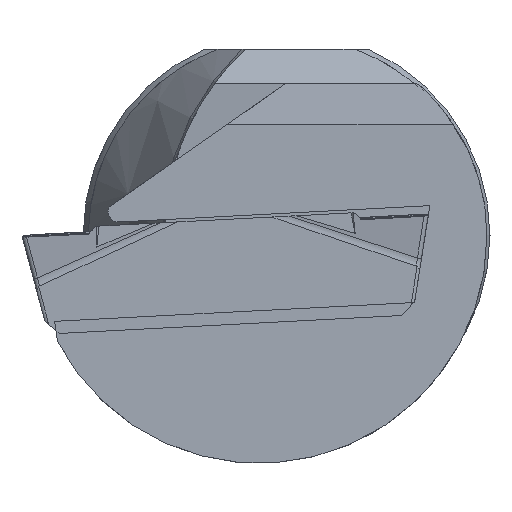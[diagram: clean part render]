
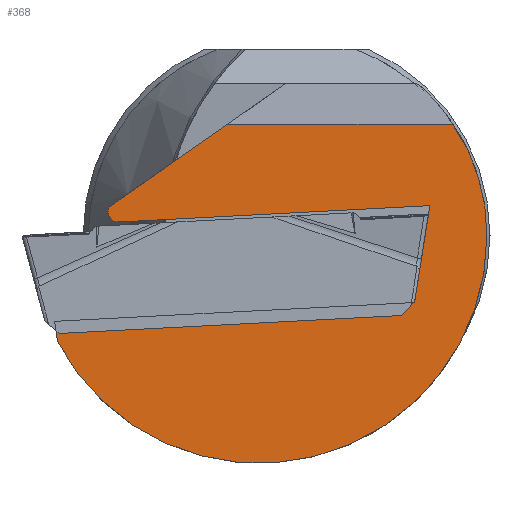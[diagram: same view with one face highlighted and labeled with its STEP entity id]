
A CAD part, left-side view. The second image highlights one B-rep face of the part: STEP entity #368.
In plain terms, the highlighted planar face has unit normal (-1, 0, 0).
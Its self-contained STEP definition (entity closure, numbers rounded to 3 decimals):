
#115=CIRCLE('',#2350,11.2);
#116=CIRCLE('',#2351,9.85);
#117=CIRCLE('',#2352,0.5);
#368=ADVANCED_FACE('',(#543),#431,.T.);
#431=PLANE('',#2353);
#543=FACE_OUTER_BOUND('',#665,.T.);
#665=EDGE_LOOP('',(#1250,#1251,#1252,#1253,#1254,#1255,#1256,#1257,#1258));
#1250=ORIENTED_EDGE('',*,*,#1851,.T.);
#1251=ORIENTED_EDGE('',*,*,#1852,.T.);
#1252=ORIENTED_EDGE('',*,*,#1853,.T.);
#1253=ORIENTED_EDGE('',*,*,#1854,.T.);
#1254=ORIENTED_EDGE('',*,*,#1855,.T.);
#1255=ORIENTED_EDGE('',*,*,#1856,.T.);
#1256=ORIENTED_EDGE('',*,*,#1857,.T.);
#1257=ORIENTED_EDGE('',*,*,#1858,.T.);
#1258=ORIENTED_EDGE('',*,*,#1859,.T.);
#1552=VERTEX_POINT('',#4390);
#1553=VERTEX_POINT('',#4391);
#1554=VERTEX_POINT('',#4393);
#1555=VERTEX_POINT('',#4395);
#1556=VERTEX_POINT('',#4397);
#1557=VERTEX_POINT('',#4399);
#1558=VERTEX_POINT('',#4401);
#1559=VERTEX_POINT('',#4403);
#1560=VERTEX_POINT('',#4405);
#1851=EDGE_CURVE('',#1552,#1553,#2028,.T.);
#1852=EDGE_CURVE('',#1553,#1554,#2029,.T.);
#1853=EDGE_CURVE('',#1554,#1555,#115,.T.);
#1854=EDGE_CURVE('',#1555,#1556,#116,.T.);
#1855=EDGE_CURVE('',#1556,#1557,#2030,.T.);
#1856=EDGE_CURVE('',#1557,#1558,#2031,.T.);
#1857=EDGE_CURVE('',#1558,#1559,#117,.T.);
#1858=EDGE_CURVE('',#1559,#1560,#2032,.T.);
#1859=EDGE_CURVE('',#1560,#1552,#2033,.T.);
#2028=LINE('',#4389,#2181);
#2029=LINE('',#4392,#2182);
#2030=LINE('',#4398,#2183);
#2031=LINE('',#4400,#2184);
#2032=LINE('',#4404,#2185);
#2033=LINE('',#4406,#2186);
#2181=VECTOR('',#2798,1.);
#2182=VECTOR('',#2799,1.);
#2183=VECTOR('',#2804,1.);
#2184=VECTOR('',#2805,1.);
#2185=VECTOR('',#2808,1.);
#2186=VECTOR('',#2809,1.);
#2350=AXIS2_PLACEMENT_3D('',#4394,#2800,#2801);
#2351=AXIS2_PLACEMENT_3D('',#4396,#2802,#2803);
#2352=AXIS2_PLACEMENT_3D('',#4402,#2806,#2807);
#2353=AXIS2_PLACEMENT_3D('',#4407,#2810,#2811);
#2798=DIRECTION('',(0.,0.999,-0.052));
#2799=DIRECTION('',(0.,-0.139,-0.99));
#2800=DIRECTION('',(-1.,0.,0.));
#2801=DIRECTION('',(0.,0.,1.));
#2802=DIRECTION('',(-1.,0.,0.));
#2803=DIRECTION('',(0.,0.,1.));
#2804=DIRECTION('',(0.,1.,0.));
#2805=DIRECTION('',(0.,0.819,-0.574));
#2806=DIRECTION('',(-1.,0.,0.));
#2807=DIRECTION('',(0.,0.,1.));
#2808=DIRECTION('',(0.,-0.999,0.052));
#2809=DIRECTION('',(0.,0.156,-0.988));
#2810=DIRECTION('',(-1.,0.,0.));
#2811=DIRECTION('',(0.,0.,1.));
#4389=CARTESIAN_POINT('',(0.22,-0.19,-3.617));
#4390=CARTESIAN_POINT('',(0.22,-6.29,-3.297));
#4391=CARTESIAN_POINT('',(0.22,11.398,-4.224));
#4392=CARTESIAN_POINT('',(0.22,11.76,-1.653));
#4393=CARTESIAN_POINT('',(0.22,11.258,-5.222));
#4394=CARTESIAN_POINT('',(0.22,1.35,0.));
#4395=CARTESIAN_POINT('',(0.22,-9.85,0.));
#4396=CARTESIAN_POINT('',(0.22,0.,0.));
#4397=CARTESIAN_POINT('',(0.22,-8.192,5.469));
#4398=CARTESIAN_POINT('',(0.22,-222.072,5.469));
#4399=CARTESIAN_POINT('',(0.22,2.892,5.469));
#4400=CARTESIAN_POINT('',(0.22,3.521,5.028));
#4401=CARTESIAN_POINT('',(0.22,8.699,1.403));
#4402=CARTESIAN_POINT('',(0.22,8.262,1.159));
#4403=CARTESIAN_POINT('',(0.22,8.236,0.66));
#4404=CARTESIAN_POINT('',(0.22,0.057,1.089));
#4405=CARTESIAN_POINT('',(0.22,-7.043,1.461));
#4406=CARTESIAN_POINT('',(0.22,-6.645,-1.053));
#4407=CARTESIAN_POINT('',(0.22,0.,0.));
